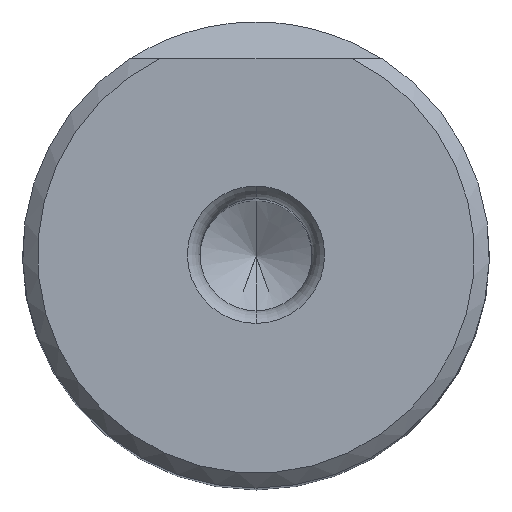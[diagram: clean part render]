
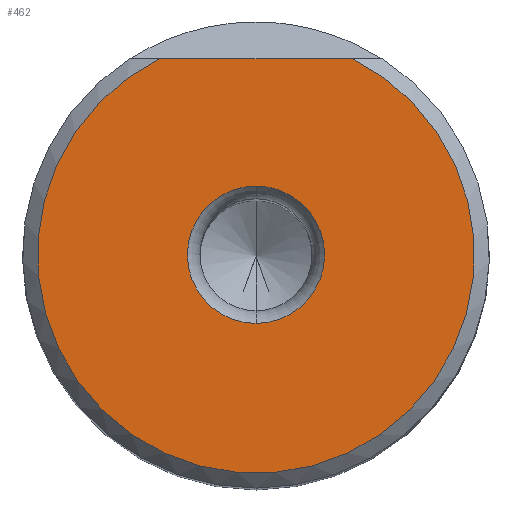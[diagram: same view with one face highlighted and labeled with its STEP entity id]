
A CAD part, top view. The second image highlights one B-rep face of the part: STEP entity #462.
In plain terms, the highlighted face is planar.
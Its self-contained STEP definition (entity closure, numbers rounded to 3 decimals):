
#18=DIRECTION('',(-1.,0.,0.));
#19=VECTOR('',#18,10.323);
#20=CARTESIAN_POINT('',(5.161,10.5,0.));
#21=LINE('',#20,#19);
#26=CARTESIAN_POINT('',(0.,0.,0.));
#27=DIRECTION('',(0.,0.,-1.));
#28=DIRECTION('',(0.,1.,0.));
#29=AXIS2_PLACEMENT_3D('',#26,#27,#28);
#34=CARTESIAN_POINT('',(0.,0.,0.));
#35=DIRECTION('',(0.,0.,-1.));
#36=DIRECTION('',(0.,-1.,0.));
#37=AXIS2_PLACEMENT_3D('',#34,#35,#36);
#83=CARTESIAN_POINT('',(0.,0.,0.));
#84=DIRECTION('',(0.,0.,-1.));
#85=DIRECTION('',(0.441,0.897,0.));
#86=AXIS2_PLACEMENT_3D('',#83,#84,#85);
#408=CARTESIAN_POINT('',(0.,3.677,0.));
#409=CARTESIAN_POINT('',(0.,-3.677,0.));
#410=VERTEX_POINT('',#408);
#411=VERTEX_POINT('',#409);
#416=CARTESIAN_POINT('',(5.161,10.5,0.));
#417=CARTESIAN_POINT('',(-5.161,10.5,0.));
#418=VERTEX_POINT('',#416);
#419=VERTEX_POINT('',#417);
#445=CARTESIAN_POINT('',(0.,0.,0.));
#446=DIRECTION('',(0.,0.,-1.));
#447=DIRECTION('',(0.,-1.,0.));
#448=AXIS2_PLACEMENT_3D('',#445,#446,#447);
#449=PLANE('',#448);
#451=ORIENTED_EDGE('',*,*,#450,.T.);
#453=ORIENTED_EDGE('',*,*,#452,.F.);
#454=EDGE_LOOP('',(#451,#453));
#455=FACE_OUTER_BOUND('',#454,.F.);
#457=ORIENTED_EDGE('',*,*,#456,.T.);
#459=ORIENTED_EDGE('',*,*,#458,.T.);
#460=EDGE_LOOP('',(#457,#459));
#461=FACE_BOUND('',#460,.F.);
#462=ADVANCED_FACE('',(#455,#461),#449,.T.);
#30=CIRCLE('',#29,3.677);
#38=CIRCLE('',#37,3.677);
#87=CIRCLE('',#86,11.7);
#450=EDGE_CURVE('',#418,#419,#21,.T.);
#452=EDGE_CURVE('',#418,#419,#87,.T.);
#456=EDGE_CURVE('',#410,#411,#30,.T.);
#458=EDGE_CURVE('',#411,#410,#38,.T.);
